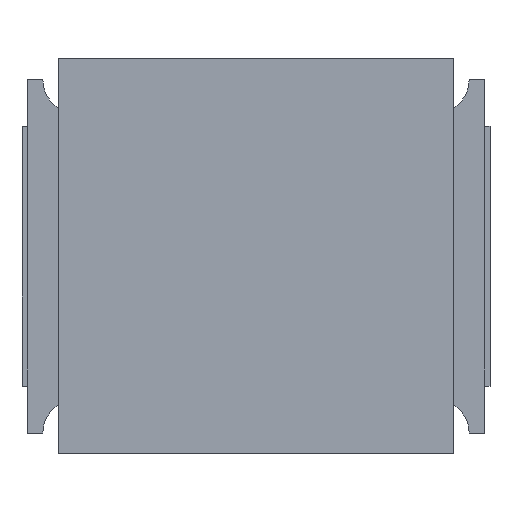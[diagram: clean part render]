
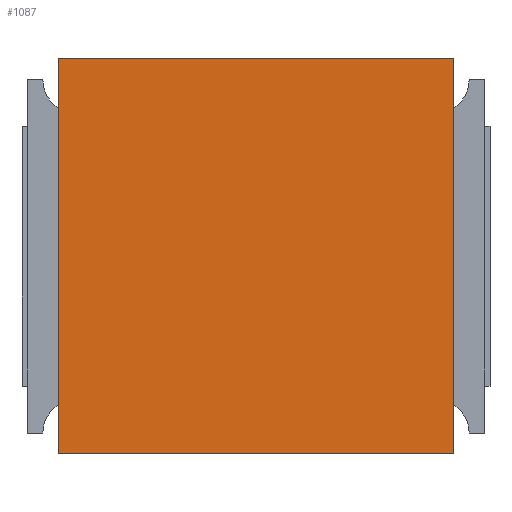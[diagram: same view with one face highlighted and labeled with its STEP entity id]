
A CAD part, top view. The second image highlights one B-rep face of the part: STEP entity #1087.
In plain terms, the highlighted planar face has unit normal (0, 0, 1).
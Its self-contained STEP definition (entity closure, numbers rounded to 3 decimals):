
#773 = VERTEX_POINT('',#774);
#774 = CARTESIAN_POINT('',(0.,0.,0.8));
#781 = PLANE('',#782);
#782 = AXIS2_PLACEMENT_3D('',#783,#784,#785);
#783 = CARTESIAN_POINT('',(0.,0.,0.));
#784 = DIRECTION('',(1.,0.,-0.));
#785 = DIRECTION('',(0.,0.,1.));
#793 = PLANE('',#794);
#794 = AXIS2_PLACEMENT_3D('',#795,#796,#797);
#795 = CARTESIAN_POINT('',(0.,0.,0.));
#796 = DIRECTION('',(-0.,1.,0.));
#797 = DIRECTION('',(0.,0.,1.));
#834 = VERTEX_POINT('',#835);
#835 = CARTESIAN_POINT('',(0.,3.8,0.8));
#849 = PLANE('',#850);
#850 = AXIS2_PLACEMENT_3D('',#851,#852,#853);
#851 = CARTESIAN_POINT('',(0.,3.8,0.));
#852 = DIRECTION('',(-0.,1.,0.));
#853 = DIRECTION('',(0.,0.,1.));
#861 = EDGE_CURVE('',#773,#834,#862,.T.);
#862 = SURFACE_CURVE('',#863,(#867,#874),.PCURVE_S1.);
#863 = LINE('',#864,#865);
#864 = CARTESIAN_POINT('',(0.,0.,0.8));
#865 = VECTOR('',#866,1.);
#866 = DIRECTION('',(-0.,1.,0.));
#867 = PCURVE('',#781,#868);
#868 = DEFINITIONAL_REPRESENTATION('',(#869),#873);
#869 = LINE('',#870,#871);
#870 = CARTESIAN_POINT('',(0.8,0.));
#871 = VECTOR('',#872,1.);
#872 = DIRECTION('',(0.,-1.));
#873 = ( GEOMETRIC_REPRESENTATION_CONTEXT(2) 
PARAMETRIC_REPRESENTATION_CONTEXT() REPRESENTATION_CONTEXT('2D SPACE',''
  ) );
#874 = PCURVE('',#875,#880);
#875 = PLANE('',#876);
#876 = AXIS2_PLACEMENT_3D('',#877,#878,#879);
#877 = CARTESIAN_POINT('',(0.,0.,0.8));
#878 = DIRECTION('',(0.,0.,1.));
#879 = DIRECTION('',(1.,0.,-0.));
#880 = DEFINITIONAL_REPRESENTATION('',(#881),#885);
#881 = LINE('',#882,#883);
#882 = CARTESIAN_POINT('',(0.,0.));
#883 = VECTOR('',#884,1.);
#884 = DIRECTION('',(0.,1.));
#885 = ( GEOMETRIC_REPRESENTATION_CONTEXT(2) 
PARAMETRIC_REPRESENTATION_CONTEXT() REPRESENTATION_CONTEXT('2D SPACE',''
  ) );
#893 = VERTEX_POINT('',#894);
#894 = CARTESIAN_POINT('',(3.8,0.,0.8));
#901 = PLANE('',#902);
#902 = AXIS2_PLACEMENT_3D('',#903,#904,#905);
#903 = CARTESIAN_POINT('',(3.8,0.,0.));
#904 = DIRECTION('',(1.,0.,-0.));
#905 = DIRECTION('',(0.,0.,1.));
#944 = VERTEX_POINT('',#945);
#945 = CARTESIAN_POINT('',(3.8,3.8,0.8));
#966 = EDGE_CURVE('',#893,#944,#967,.T.);
#967 = SURFACE_CURVE('',#968,(#972,#979),.PCURVE_S1.);
#968 = LINE('',#969,#970);
#969 = CARTESIAN_POINT('',(3.8,0.,0.8));
#970 = VECTOR('',#971,1.);
#971 = DIRECTION('',(0.,1.,0.));
#972 = PCURVE('',#901,#973);
#973 = DEFINITIONAL_REPRESENTATION('',(#974),#978);
#974 = LINE('',#975,#976);
#975 = CARTESIAN_POINT('',(0.8,0.));
#976 = VECTOR('',#977,1.);
#977 = DIRECTION('',(0.,-1.));
#978 = ( GEOMETRIC_REPRESENTATION_CONTEXT(2) 
PARAMETRIC_REPRESENTATION_CONTEXT() REPRESENTATION_CONTEXT('2D SPACE',''
  ) );
#979 = PCURVE('',#875,#980);
#980 = DEFINITIONAL_REPRESENTATION('',(#981),#985);
#981 = LINE('',#982,#983);
#982 = CARTESIAN_POINT('',(3.8,0.));
#983 = VECTOR('',#984,1.);
#984 = DIRECTION('',(0.,1.));
#985 = ( GEOMETRIC_REPRESENTATION_CONTEXT(2) 
PARAMETRIC_REPRESENTATION_CONTEXT() REPRESENTATION_CONTEXT('2D SPACE',''
  ) );
#1012 = EDGE_CURVE('',#773,#893,#1013,.T.);
#1013 = SURFACE_CURVE('',#1014,(#1018,#1025),.PCURVE_S1.);
#1014 = LINE('',#1015,#1016);
#1015 = CARTESIAN_POINT('',(0.,0.,0.8));
#1016 = VECTOR('',#1017,1.);
#1017 = DIRECTION('',(1.,0.,-0.));
#1018 = PCURVE('',#793,#1019);
#1019 = DEFINITIONAL_REPRESENTATION('',(#1020),#1024);
#1020 = LINE('',#1021,#1022);
#1021 = CARTESIAN_POINT('',(0.8,0.));
#1022 = VECTOR('',#1023,1.);
#1023 = DIRECTION('',(0.,1.));
#1024 = ( GEOMETRIC_REPRESENTATION_CONTEXT(2) 
PARAMETRIC_REPRESENTATION_CONTEXT() REPRESENTATION_CONTEXT('2D SPACE',''
  ) );
#1025 = PCURVE('',#875,#1026);
#1026 = DEFINITIONAL_REPRESENTATION('',(#1027),#1031);
#1027 = LINE('',#1028,#1029);
#1028 = CARTESIAN_POINT('',(0.,0.));
#1029 = VECTOR('',#1030,1.);
#1030 = DIRECTION('',(1.,0.));
#1031 = ( GEOMETRIC_REPRESENTATION_CONTEXT(2) 
PARAMETRIC_REPRESENTATION_CONTEXT() REPRESENTATION_CONTEXT('2D SPACE',''
  ) );
#1059 = EDGE_CURVE('',#834,#944,#1060,.T.);
#1060 = SURFACE_CURVE('',#1061,(#1065,#1072),.PCURVE_S1.);
#1061 = LINE('',#1062,#1063);
#1062 = CARTESIAN_POINT('',(0.,3.8,0.8));
#1063 = VECTOR('',#1064,1.);
#1064 = DIRECTION('',(1.,0.,-0.));
#1065 = PCURVE('',#849,#1066);
#1066 = DEFINITIONAL_REPRESENTATION('',(#1067),#1071);
#1067 = LINE('',#1068,#1069);
#1068 = CARTESIAN_POINT('',(0.8,0.));
#1069 = VECTOR('',#1070,1.);
#1070 = DIRECTION('',(0.,1.));
#1071 = ( GEOMETRIC_REPRESENTATION_CONTEXT(2) 
PARAMETRIC_REPRESENTATION_CONTEXT() REPRESENTATION_CONTEXT('2D SPACE',''
  ) );
#1072 = PCURVE('',#875,#1073);
#1073 = DEFINITIONAL_REPRESENTATION('',(#1074),#1078);
#1074 = LINE('',#1075,#1076);
#1075 = CARTESIAN_POINT('',(0.,3.8));
#1076 = VECTOR('',#1077,1.);
#1077 = DIRECTION('',(1.,0.));
#1078 = ( GEOMETRIC_REPRESENTATION_CONTEXT(2) 
PARAMETRIC_REPRESENTATION_CONTEXT() REPRESENTATION_CONTEXT('2D SPACE',''
  ) );
#1087 = ADVANCED_FACE('',(#1088),#875,.T.);
#1088 = FACE_BOUND('',#1089,.T.);
#1089 = EDGE_LOOP('',(#1090,#1091,#1092,#1093));
#1090 = ORIENTED_EDGE('',*,*,#861,.F.);
#1091 = ORIENTED_EDGE('',*,*,#1012,.T.);
#1092 = ORIENTED_EDGE('',*,*,#966,.T.);
#1093 = ORIENTED_EDGE('',*,*,#1059,.F.);
